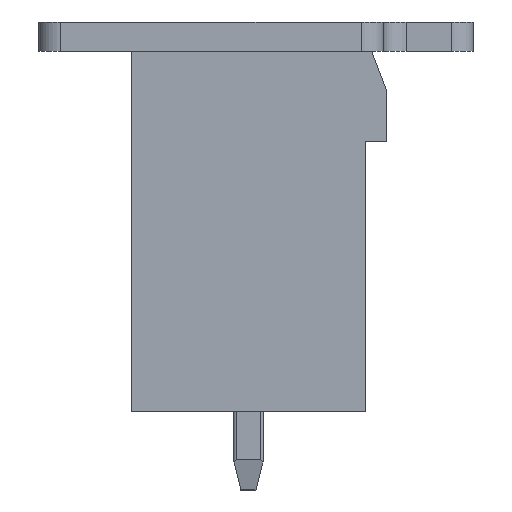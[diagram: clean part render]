
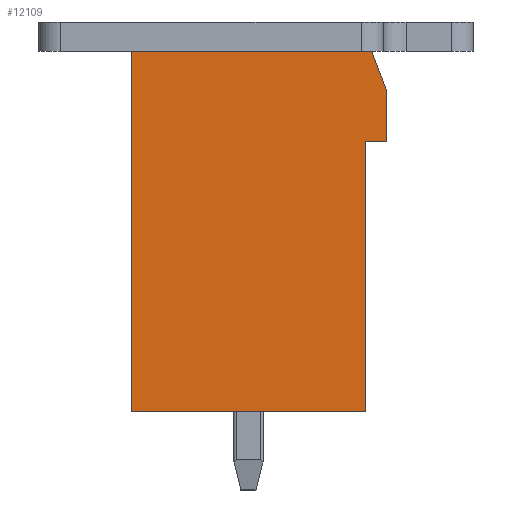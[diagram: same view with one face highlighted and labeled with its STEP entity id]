
A CAD part, left-side view. The second image highlights one B-rep face of the part: STEP entity #12109.
In plain terms, the highlighted planar face has unit normal (-1, 0, 0).
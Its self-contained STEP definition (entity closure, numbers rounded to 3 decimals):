
#3673=ORIENTED_EDGE('',*,*,#4585,.T.);
#3674=ORIENTED_EDGE('',*,*,#4630,.T.);
#3675=ORIENTED_EDGE('',*,*,#4662,.T.);
#3676=ORIENTED_EDGE('',*,*,#3969,.T.);
#3677=ORIENTED_EDGE('',*,*,#4680,.T.);
#3678=ORIENTED_EDGE('',*,*,#4677,.T.);
#3679=ORIENTED_EDGE('',*,*,#4676,.T.);
#3969=EDGE_CURVE('',#5674,#5673,#6771,.T.);
#4585=EDGE_CURVE('',#6190,#6192,#7309,.T.);
#4630=EDGE_CURVE('',#6192,#6216,#7344,.T.);
#4662=EDGE_CURVE('',#6216,#5674,#7376,.T.);
#4676=EDGE_CURVE('',#6238,#6190,#7390,.T.);
#4677=EDGE_CURVE('',#6239,#6238,#7391,.T.);
#4680=EDGE_CURVE('',#5673,#6239,#7394,.T.);
#5673=VERTEX_POINT('',#16315);
#5674=VERTEX_POINT('',#16317);
#6190=VERTEX_POINT('',#17596);
#6192=VERTEX_POINT('',#17600);
#6216=VERTEX_POINT('',#17675);
#6238=VERTEX_POINT('',#17734);
#6239=VERTEX_POINT('',#17749);
#6771=LINE('',#16316,#8143);
#7309=LINE('',#17601,#8681);
#7344=LINE('',#17676,#8716);
#7376=LINE('',#17729,#8748);
#7390=LINE('',#17746,#8762);
#7391=LINE('',#17748,#8763);
#7394=LINE('',#17754,#8766);
#8143=VECTOR('',#13120,1000.);
#8681=VECTOR('',#13970,1000.);
#8716=VECTOR('',#14037,1000.);
#8748=VECTOR('',#14071,1000.);
#8762=VECTOR('',#14087,1000.);
#8763=VECTOR('',#14090,1000.);
#8766=VECTOR('',#14095,1000.);
#10190=EDGE_LOOP('',(#3673,#3674,#3675,#3676,#3677,#3678,#3679));
#10928=FACE_BOUND('',#10190,.T.);
#11456=PLANE('',#13012);
#12109=ADVANCED_FACE('',(#10928),#11456,.T.);
#13012=AXIS2_PLACEMENT_3D('',#19790,#16001,#16002);
#13120=DIRECTION('',(0.,-1.,0.));
#13970=DIRECTION('',(0.,0.359,0.933));
#14037=DIRECTION('',(0.,1.,0.));
#14071=DIRECTION('',(0.,0.,-1.));
#14087=DIRECTION('',(0.,0.,1.));
#14090=DIRECTION('',(0.,-1.,0.));
#14095=DIRECTION('',(0.,0.,1.));
#16001=DIRECTION('',(-1.,0.,0.));
#16002=DIRECTION('',(0.,0.,1.));
#16315=CARTESIAN_POINT('',(-25.7,0.7,-6.));
#16316=CARTESIAN_POINT('',(-25.7,8.5,-6.));
#16317=CARTESIAN_POINT('',(-25.7,8.5,-6.));
#17596=CARTESIAN_POINT('',(-25.7,0.,4.7));
#17600=CARTESIAN_POINT('',(-25.7,0.5,6.));
#17601=CARTESIAN_POINT('',(-25.7,0.,4.7));
#17675=CARTESIAN_POINT('',(-25.7,8.5,6.));
#17676=CARTESIAN_POINT('',(-25.7,0.5,6.));
#17729=CARTESIAN_POINT('',(-25.7,8.5,6.));
#17734=CARTESIAN_POINT('',(-25.7,0.,3.));
#17746=CARTESIAN_POINT('',(-25.7,0.,3.));
#17748=CARTESIAN_POINT('',(-25.7,0.7,3.));
#17749=CARTESIAN_POINT('',(-25.7,0.7,3.));
#17754=CARTESIAN_POINT('',(-25.7,0.7,-6.));
#19790=CARTESIAN_POINT('',(-25.7,0.,0.));
